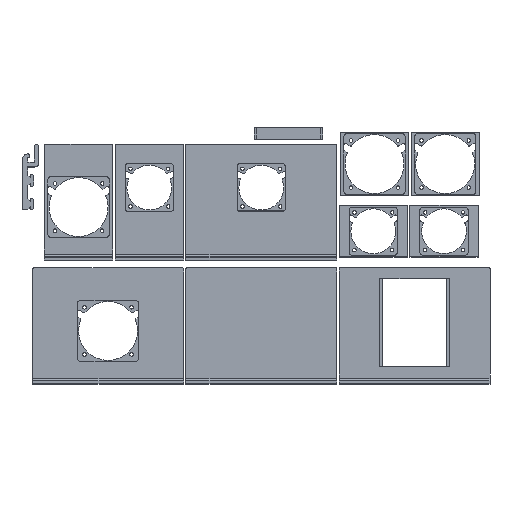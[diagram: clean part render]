
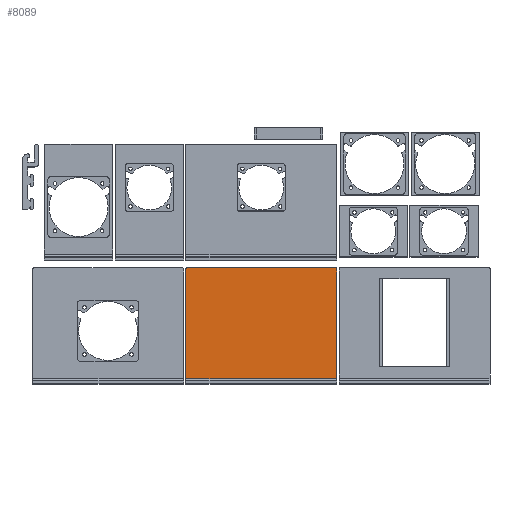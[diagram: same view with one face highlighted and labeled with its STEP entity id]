
A CAD part, top view. The second image highlights one B-rep face of the part: STEP entity #8089.
In plain terms, the highlighted planar face has unit normal (0, 0, 1).
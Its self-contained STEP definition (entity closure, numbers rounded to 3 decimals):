
#188=PLANE('',#8651);
#467=FACE_OUTER_BOUND('',#904,.T.);
#904=EDGE_LOOP('',(#6048,#6049,#6050,#6051,#6052,#6053));
#1499=LINE('',#12425,#2306);
#1502=LINE('',#12438,#2309);
#1504=LINE('',#12445,#2311);
#1505=LINE('',#12446,#2312);
#2306=VECTOR('',#9951,10.);
#2309=VECTOR('',#9964,10.);
#2311=VECTOR('',#9972,10.);
#2312=VECTOR('',#9973,10.);
#2986=CIRCLE('',#8639,1.);
#2993=CIRCLE('',#8650,1.);
#3518=VERTEX_POINT('',#12405);
#3519=VERTEX_POINT('',#12406);
#3526=VERTEX_POINT('',#12424);
#3531=VERTEX_POINT('',#12436);
#3532=VERTEX_POINT('',#12440);
#3533=VERTEX_POINT('',#12444);
#4457=EDGE_CURVE('',#3518,#3519,#2986,.T.);
#4466=EDGE_CURVE('',#3526,#3519,#1499,.T.);
#4473=EDGE_CURVE('',#3531,#3518,#1502,.T.);
#4475=EDGE_CURVE('',#3532,#3531,#2993,.T.);
#4476=EDGE_CURVE('',#3532,#3533,#1504,.F.);
#4477=EDGE_CURVE('',#3533,#3526,#1505,.T.);
#6048=ORIENTED_EDGE('',*,*,#4457,.F.);
#6049=ORIENTED_EDGE('',*,*,#4473,.F.);
#6050=ORIENTED_EDGE('',*,*,#4475,.F.);
#6051=ORIENTED_EDGE('',*,*,#4476,.T.);
#6052=ORIENTED_EDGE('',*,*,#4477,.T.);
#6053=ORIENTED_EDGE('',*,*,#4466,.T.);
#8089=ADVANCED_FACE('',(#467),#188,.T.);
#8639=AXIS2_PLACEMENT_3D('',#12407,#9935,#9936);
#8650=AXIS2_PLACEMENT_3D('',#12442,#9968,#9969);
#8651=AXIS2_PLACEMENT_3D('',#12443,#9970,#9971);
#9935=DIRECTION('center_axis',(0.,0.,
-1.));
#9936=DIRECTION('ref_axis',(0.707,0.707,0.));
#9951=DIRECTION('',(0.,1.,0.));
#9964=DIRECTION('',(1.,0.,0.));
#9968=DIRECTION('center_axis',(0.,0.,
-1.));
#9969=DIRECTION('ref_axis',(-0.707,0.707,0.));
#9970=DIRECTION('center_axis',(0.,0.,
1.));
#9971=DIRECTION('ref_axis',(0.,1.,0.));
#9972=DIRECTION('',(0.,1.,0.));
#9973=DIRECTION('',(1.,0.,0.));
#12405=CARTESIAN_POINT('',(207.,166.,28.));
#12406=CARTESIAN_POINT('',(208.,165.,28.));
#12407=CARTESIAN_POINT('Origin',(207.,165.,28.));
#12424=CARTESIAN_POINT('',(208.,72.001,28.));
#12425=CARTESIAN_POINT('',(208.,94.507,28.));
#12436=CARTESIAN_POINT('',(81.,166.,28.));
#12438=CARTESIAN_POINT('',(159.,166.,28.));
#12440=CARTESIAN_POINT('',(80.,165.,28.));
#12442=CARTESIAN_POINT('Origin',(81.,165.,28.));
#12443=CARTESIAN_POINT('Origin',(174.,72.001,28.));
#12444=CARTESIAN_POINT('',(80.,72.001,28.));
#12445=CARTESIAN_POINT('',(80.,94.507,28.));
#12446=CARTESIAN_POINT('',(174.,72.001,28.));
